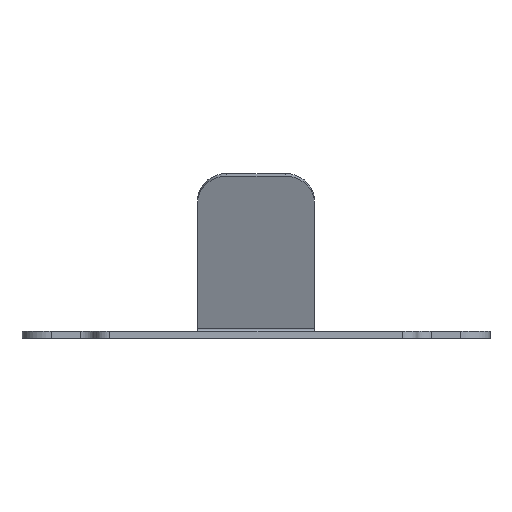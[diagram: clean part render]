
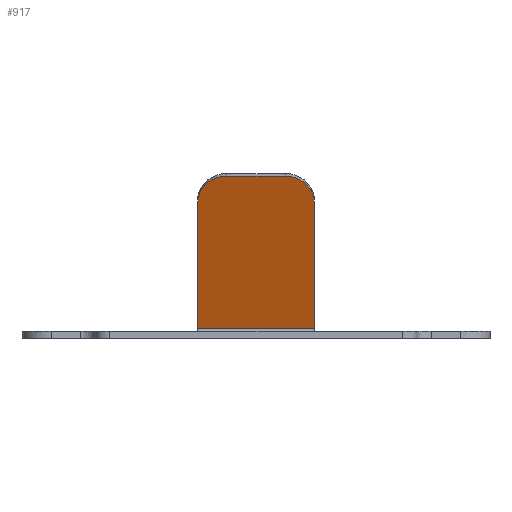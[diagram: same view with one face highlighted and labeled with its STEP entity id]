
A CAD part, front view. The second image highlights one B-rep face of the part: STEP entity #917.
In plain terms, the highlighted planar face has unit normal (0, -0.94, -0.342).
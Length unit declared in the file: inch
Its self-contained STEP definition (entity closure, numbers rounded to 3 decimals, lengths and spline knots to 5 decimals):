
#9 = VERTEX_POINT ( 'NONE', #3096 ) ;
#35 = CARTESIAN_POINT ( 'NONE',  ( 1.47097, -1.11816, 0.03892 ) ) ;
#64 = DIRECTION ( 'NONE',  ( 1., 0., 0. ) ) ;
#288 = DIRECTION ( 'NONE',  ( 0., 0.342, -0.94 ) ) ;
#332 = CIRCLE ( 'NONE', #1885, 0.5 ) ;
#356 = DIRECTION ( 'NONE',  ( 0., -0.342, 0.94 ) ) ;
#375 = CARTESIAN_POINT ( 'NONE',  ( 1.47097, -2.069, 2.65133 ) ) ;
#410 = DIRECTION ( 'NONE',  ( 0., -0.94, -0.342 ) ) ;
#443 = DIRECTION ( 'NONE',  ( 0., 0.342, -0.94 ) ) ;
#553 = CARTESIAN_POINT ( 'NONE',  ( 3.47097, -2.069, 2.65133 ) ) ;
#560 = VERTEX_POINT ( 'NONE', #3059 ) ;
#584 = EDGE_CURVE ( 'NONE', #560, #9, #2210, .T. ) ;
#621 = DIRECTION ( 'NONE',  ( 0., 0.342, -0.94 ) ) ;
#748 = CARTESIAN_POINT ( 'NONE',  ( 2.97097, -1.89799, 2.18148 ) ) ;
#759 = VECTOR ( 'NONE', #64, 39.37008 ) ;
#828 = DIRECTION ( 'NONE',  ( 0., 0.342, -0.94 ) ) ;
#886 = LINE ( 'NONE', #553, #759 ) ;
#899 = ORIENTED_EDGE ( 'NONE', *, *, #584, .F. ) ;
#917 = ADVANCED_FACE ( 'NONE', ( #2245 ), #2756, .T. ) ;
#953 = EDGE_CURVE ( 'NONE', #1592, #1610, #886, .T. ) ;
#1082 = ORIENTED_EDGE ( 'NONE', *, *, #1163, .F. ) ;
#1085 = AXIS2_PLACEMENT_3D ( 'NONE', #748, #410, #443 ) ;
#1163 = EDGE_CURVE ( 'NONE', #9, #2638, #2682, .T. ) ;
#1390 = CARTESIAN_POINT ( 'NONE',  ( 2.97097, -2.069, 2.65133 ) ) ;
#1539 = CARTESIAN_POINT ( 'NONE',  ( 3.47097, -1.11816, 0.03892 ) ) ;
#1592 = VERTEX_POINT ( 'NONE', #3326 ) ;
#1610 = VERTEX_POINT ( 'NONE', #1390 ) ;
#1885 = AXIS2_PLACEMENT_3D ( 'NONE', #2810, #3378, #621 ) ;
#1946 = CIRCLE ( 'NONE', #1085, 0.5 ) ;
#2039 = LINE ( 'NONE', #375, #2519 ) ;
#2118 = EDGE_CURVE ( 'NONE', #1592, #3576, #332, .T. ) ;
#2126 = EDGE_CURVE ( 'NONE', #2638, #3576, #2039, .T. ) ;
#2171 = VECTOR ( 'NONE', #2639, 39.37008 ) ;
#2206 = DIRECTION ( 'NONE',  ( 0., -0.94, -0.342 ) ) ;
#2210 = LINE ( 'NONE', #3313, #2428 ) ;
#2245 = FACE_OUTER_BOUND ( 'NONE', #3461, .T. ) ;
#2336 = ORIENTED_EDGE ( 'NONE', *, *, #953, .F. ) ;
#2359 = EDGE_CURVE ( 'NONE', #560, #1610, #1946, .T. ) ;
#2426 = ORIENTED_EDGE ( 'NONE', *, *, #2126, .F. ) ;
#2428 = VECTOR ( 'NONE', #828, 39.37008 ) ;
#2471 = CARTESIAN_POINT ( 'NONE',  ( 0., -0.99041, -0.31206 ) ) ;
#2477 = ORIENTED_EDGE ( 'NONE', *, *, #2359, .T. ) ;
#2519 = VECTOR ( 'NONE', #356, 39.37008 ) ;
#2638 = VERTEX_POINT ( 'NONE', #35 ) ;
#2639 = DIRECTION ( 'NONE',  ( -1., 0., 0. ) ) ;
#2682 = LINE ( 'NONE', #1539, #2171 ) ;
#2756 = PLANE ( 'NONE',  #3432 ) ;
#2803 = ORIENTED_EDGE ( 'NONE', *, *, #2118, .T. ) ;
#2810 = CARTESIAN_POINT ( 'NONE',  ( 1.97097, -1.89799, 2.18148 ) ) ;
#3059 = CARTESIAN_POINT ( 'NONE',  ( 3.47097, -1.89799, 2.18148 ) ) ;
#3096 = CARTESIAN_POINT ( 'NONE',  ( 3.47097, -1.11816, 0.03892 ) ) ;
#3165 = CARTESIAN_POINT ( 'NONE',  ( 1.47097, -1.89799, 2.18148 ) ) ;
#3313 = CARTESIAN_POINT ( 'NONE',  ( 3.47097, -1.10399, 0. ) ) ;
#3326 = CARTESIAN_POINT ( 'NONE',  ( 1.97097, -2.069, 2.65133 ) ) ;
#3378 = DIRECTION ( 'NONE',  ( 0., -0.94, -0.342 ) ) ;
#3432 = AXIS2_PLACEMENT_3D ( 'NONE', #2471, #2206, #288 ) ;
#3461 = EDGE_LOOP ( 'NONE', ( #899, #2477, #2336, #2803, #2426, #1082 ) ) ;
#3576 = VERTEX_POINT ( 'NONE', #3165 ) ;
